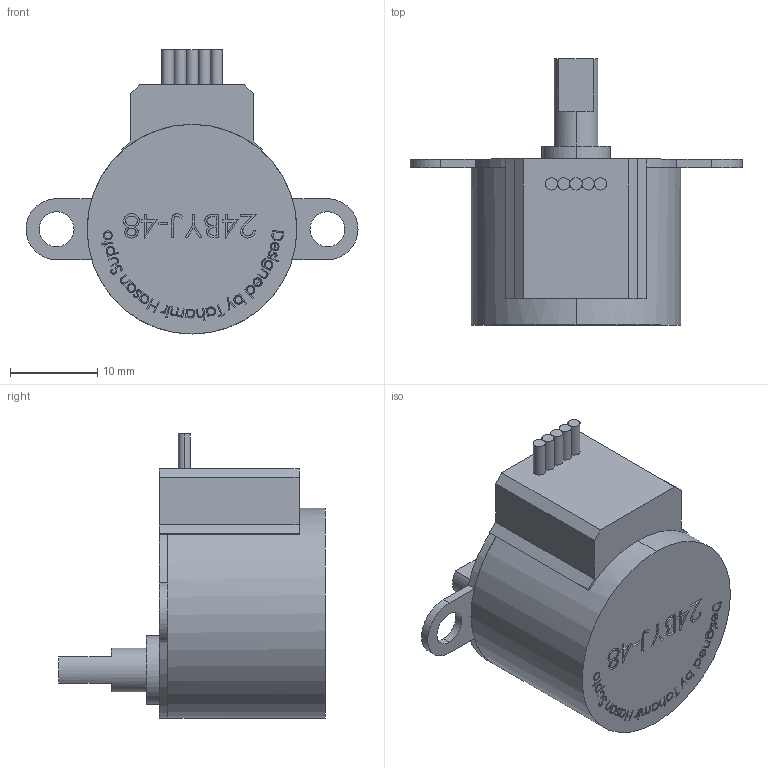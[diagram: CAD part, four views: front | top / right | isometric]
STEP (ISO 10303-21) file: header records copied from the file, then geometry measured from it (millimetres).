
FILE_DESCRIPTION (( 'STEP AP214' ), '1' );
FILE_NAME ('stepper 24BYJ-48 kew.STEP', '2020-07-14T18:30:27', ( '' ), ( '' ), 'SwSTEP 2.0', 'SolidWorks 2018', '' );
FILE_SCHEMA (( 'AUTOMOTIVE_DESIGN' ));
Length unit declared in the file: millimetre
Products named in the file (1): stepper 24BYJ-48 kew
Bounding box: 38 x 30.5 x 32.52 mm (x, y, z)
Volume: 9559.9 mm3; surface area: 4933.6 mm2
Topology: 12 solids, 12 shells, 597 faces, 1550 edges, 1032 vertices
Faces by surface type: plane 322, bspline 238, cylinder 37
Entity records: 29892 total; most frequent: CARTESIAN_POINT 16170, ORIENTED_EDGE 3100, DIRECTION 1874, EDGE_CURVE 1550, VERTEX_POINT 1032, VECTOR 994, LINE 994, EDGE_LOOP 656
